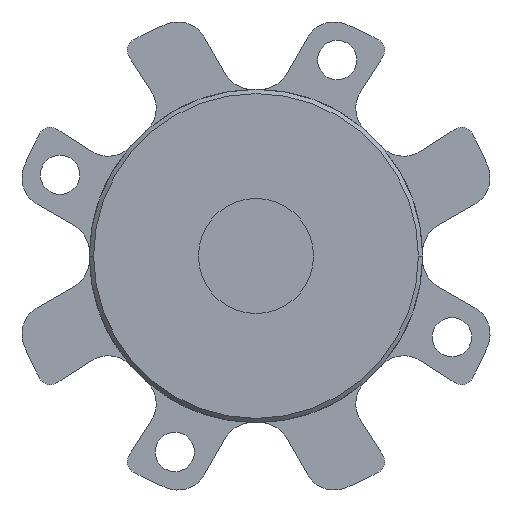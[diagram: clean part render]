
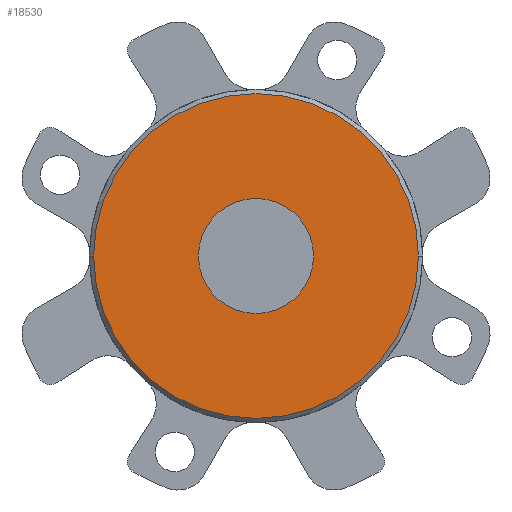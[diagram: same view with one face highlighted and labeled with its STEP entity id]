
A CAD part, left-side view. The second image highlights one B-rep face of the part: STEP entity #18530.
In plain terms, the highlighted planar face has unit normal (-1, 0, 0).
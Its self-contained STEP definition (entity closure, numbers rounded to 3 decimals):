
#100=CARTESIAN_POINT('',(0.,9.5,0.));
#110=VERTEX_POINT('',#100);
#290=CARTESIAN_POINT('',(0.,-9.5,0.));
#300=VERTEX_POINT('',#290);
#330=CARTESIAN_POINT('',(0.,0.,0.));
#340=DIRECTION('',(-1.,0.,0.));
#350=DIRECTION('',(0.,1.,0.));
#360=AXIS2_PLACEMENT_3D('',#330,#340,#350);
#370=CIRCLE('',#360,9.5);
#380=EDGE_CURVE('',#110,#300,#370,.T.);
#590=CARTESIAN_POINT('',(0.,-26.793,0.));
#600=VERTEX_POINT('',#590);
#780=CARTESIAN_POINT('',(0.,26.793,
0.));
#790=VERTEX_POINT('',#780);
#820=CARTESIAN_POINT('',(0.,0.,0.));
#830=DIRECTION('',(-1.,0.,0.));
#840=DIRECTION('',(0.,1.,0.));
#850=AXIS2_PLACEMENT_3D('',#820,#830,#840);
#860=CIRCLE('',#850,26.793);
#870=EDGE_CURVE('',#790,#600,#860,.T.);
#18380=CARTESIAN_POINT('',(0.,18.146,0.));
#18390=DIRECTION('',(-1.,0.,0.));
#18400=DIRECTION('',(0.,1.,0.));
#18410=AXIS2_PLACEMENT_3D('',#18380,#18390,#18400);
#18420=PLANE('',#18410);
#18430=EDGE_CURVE('',#300,#110,#370,.T.);
#18440=ORIENTED_EDGE('',*,*,#18430,.F.);
#18450=ORIENTED_EDGE('',*,*,#380,.F.);
#18460=EDGE_LOOP('',(#18450,#18440));
#18470=FACE_BOUND('',#18460,.T.);
#18480=EDGE_CURVE('',#600,#790,#860,.T.);
#18490=ORIENTED_EDGE('',*,*,#18480,.T.);
#18500=ORIENTED_EDGE('',*,*,#870,.T.);
#18510=EDGE_LOOP('',(#18500,#18490));
#18520=FACE_OUTER_BOUND('',#18510,.T.);
#18530=ADVANCED_FACE('',(#18470,#18520),#18420,.T.);
